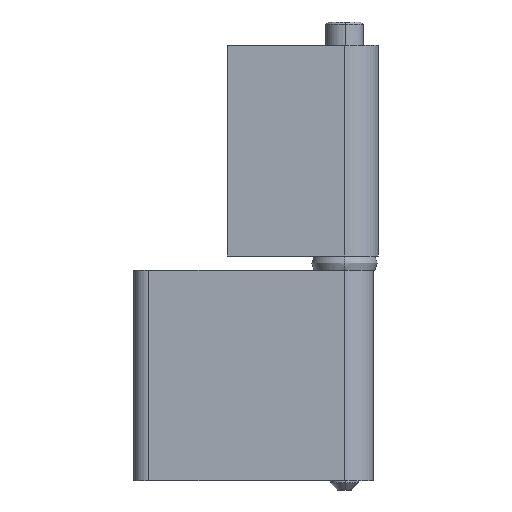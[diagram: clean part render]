
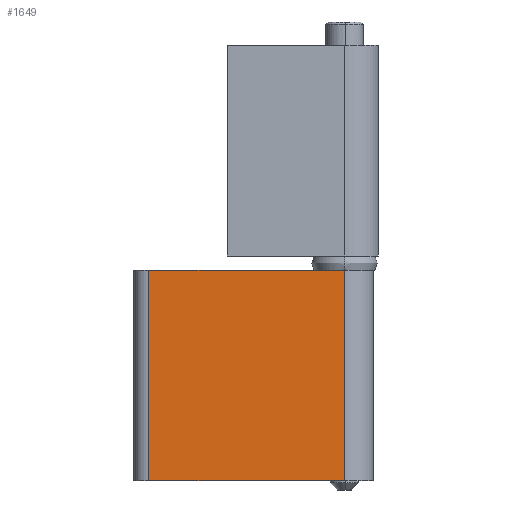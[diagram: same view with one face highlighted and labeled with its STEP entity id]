
A CAD part, front view. The second image highlights one B-rep face of the part: STEP entity #1649.
In plain terms, the highlighted free-form (B-spline) face has degree [1, 1] with [2, 2] control points.
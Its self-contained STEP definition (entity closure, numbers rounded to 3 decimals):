
#1354=CARTESIAN_POINT('',(0.,-6.2,2.0));
#1355=VERTEX_POINT('',#1354);
#1375=CARTESIAN_POINT('',(-41.8,-6.2,2.0));
#1376=VERTEX_POINT('',#1375);
#1377=CARTESIAN_POINT('',(0.,-6.2,2.0));
#1378=CARTESIAN_POINT('',(-41.8,-6.2,2.0));
#1379=QUASI_UNIFORM_CURVE('',1,(#1377,#1378),.UNSPECIFIED.,.F.,.U.);
#1380=EDGE_CURVE('',#1355,#1376,#1379,.T.);
#1462=CARTESIAN_POINT('',(-41.8,-6.2,47.0));
#1463=VERTEX_POINT('',#1462);
#1479=CARTESIAN_POINT('',(0.,-6.2,47.0));
#1480=VERTEX_POINT('',#1479);
#1481=CARTESIAN_POINT('',(0.,-6.2,47.0));
#1482=CARTESIAN_POINT('',(-41.8,-6.2,47.0));
#1483=QUASI_UNIFORM_CURVE('',1,(#1481,#1482),.UNSPECIFIED.,.F.,.U.);
#1484=EDGE_CURVE('',#1480,#1463,#1483,.T.);
#1624=CARTESIAN_POINT('',(-41.8,-6.2,47.0));
#1625=CARTESIAN_POINT('',(-41.8,-6.2,2.0));
#1626=QUASI_UNIFORM_CURVE('',1,(#1624,#1625),.UNSPECIFIED.,.F.,.U.);
#1627=EDGE_CURVE('',#1463,#1376,#1626,.T.);
#1634=CARTESIAN_POINT('',(-43.888,-6.2,49.248));
#1635=CARTESIAN_POINT('',(-43.888,-6.2,-0.248));
#1636=CARTESIAN_POINT('',(2.088,-6.2,49.248));
#1637=CARTESIAN_POINT('',(2.088,-6.2,-0.248));
#1638=B_SPLINE_SURFACE_WITH_KNOTS('',1,1,((#1634,#1636),(#1635,#1637)),.UNSPECIFIED.,.F.,.F.,.U.,(2,2),(2,2),(0.0,49.496),(0.0,45.976),.UNSPECIFIED.);
#1639=ORIENTED_EDGE('',*,*,#1380,.F.);
#1640=CARTESIAN_POINT('',(0.,-6.2,47.0));
#1641=CARTESIAN_POINT('',(0.,-6.2,2.0));
#1642=QUASI_UNIFORM_CURVE('',1,(#1640,#1641),.UNSPECIFIED.,.F.,.U.);
#1643=EDGE_CURVE('',#1480,#1355,#1642,.T.);
#1644=ORIENTED_EDGE('',*,*,#1643,.F.);
#1645=ORIENTED_EDGE('',*,*,#1484,.T.);
#1646=ORIENTED_EDGE('',*,*,#1627,.T.);
#1647=EDGE_LOOP('',(#1639,#1644,#1645,#1646));
#1648=FACE_OUTER_BOUND('',#1647,.T.);
#1649=ADVANCED_FACE('',(#1648),#1638,.T.);
